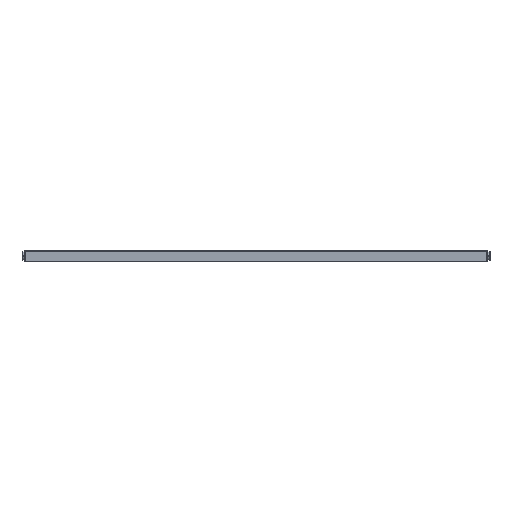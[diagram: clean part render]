
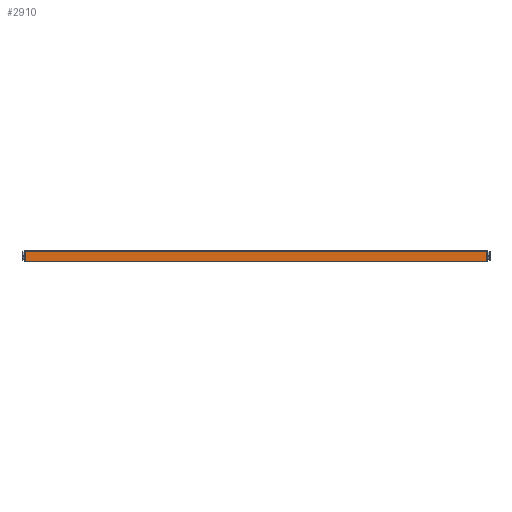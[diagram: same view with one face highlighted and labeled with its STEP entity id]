
A CAD part, front view. The second image highlights one B-rep face of the part: STEP entity #2910.
In plain terms, the highlighted planar face has unit normal (0, -1, 0).
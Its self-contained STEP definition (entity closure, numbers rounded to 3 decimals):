
#2910=ADVANCED_FACE('',(#5270),#4459,.T.);
#4459=PLANE('',#28676);
#5270=FACE_OUTER_BOUND('',#6737,.T.);
#6737=EDGE_LOOP('',(#8505,#8506,#8507,#8508,#8509,#8510,#8511,#8512));
#8505=ORIENTED_EDGE('',*,*,#19301,.T.);
#8506=ORIENTED_EDGE('',*,*,#19302,.T.);
#8507=ORIENTED_EDGE('',*,*,#19303,.T.);
#8508=ORIENTED_EDGE('',*,*,#19304,.T.);
#8509=ORIENTED_EDGE('',*,*,#19305,.T.);
#8510=ORIENTED_EDGE('',*,*,#19306,.T.);
#8511=ORIENTED_EDGE('',*,*,#19307,.T.);
#8512=ORIENTED_EDGE('',*,*,#19308,.T.);
#16669=VERTEX_POINT('',#40483);
#16670=VERTEX_POINT('',#40484);
#16671=VERTEX_POINT('',#40486);
#16672=VERTEX_POINT('',#40488);
#16673=VERTEX_POINT('',#40490);
#16674=VERTEX_POINT('',#40492);
#16675=VERTEX_POINT('',#40494);
#16676=VERTEX_POINT('',#40496);
#19301=EDGE_CURVE('',#16669,#16670,#23371,.T.);
#19302=EDGE_CURVE('',#16670,#16671,#23372,.T.);
#19303=EDGE_CURVE('',#16671,#16672,#23373,.T.);
#19304=EDGE_CURVE('',#16672,#16673,#23374,.T.);
#19305=EDGE_CURVE('',#16673,#16674,#23375,.T.);
#19306=EDGE_CURVE('',#16674,#16675,#23376,.T.);
#19307=EDGE_CURVE('',#16675,#16676,#23377,.T.);
#19308=EDGE_CURVE('',#16676,#16669,#23378,.T.);
#23371=LINE('',#40482,#26023);
#23372=LINE('',#40485,#26024);
#23373=LINE('',#40487,#26025);
#23374=LINE('',#40489,#26026);
#23375=LINE('',#40491,#26027);
#23376=LINE('',#40493,#26028);
#23377=LINE('',#40495,#26029);
#23378=LINE('',#40497,#26030);
#26023=VECTOR('',#31743,1.);
#26024=VECTOR('',#31744,1.);
#26025=VECTOR('',#31745,1.);
#26026=VECTOR('',#31746,1.);
#26027=VECTOR('',#31747,1.);
#26028=VECTOR('',#31748,1.);
#26029=VECTOR('',#31749,1.);
#26030=VECTOR('',#31750,1.);
#28676=AXIS2_PLACEMENT_3D('',#40498,#31751,#31752);
#31743=DIRECTION('',(1.,0.,0.));
#31744=DIRECTION('',(0.577,0.,0.816));
#31745=DIRECTION('',(0.,0.,1.));
#31746=DIRECTION('',(-0.577,0.,0.816));
#31747=DIRECTION('',(-1.,0.,0.));
#31748=DIRECTION('',(-0.577,0.,-0.816));
#31749=DIRECTION('',(0.,0.,-1.));
#31750=DIRECTION('',(0.577,0.,-0.816));
#31751=DIRECTION('',(0.,-1.,0.));
#31752=DIRECTION('',(0.,0.,-1.));
#40482=CARTESIAN_POINT('',(240.,0.,0.5));
#40483=CARTESIAN_POINT('',(0.698,0.,0.5));
#40484=CARTESIAN_POINT('',(479.302,0.,0.5));
#40485=CARTESIAN_POINT('',(399.299,0.,-112.641));
#40486=CARTESIAN_POINT('',(479.5,0.,0.78));
#40487=CARTESIAN_POINT('',(479.5,0.,0.));
#40488=CARTESIAN_POINT('',(479.5,0.,10.22));
#40489=CARTESIAN_POINT('',(404.484,0.,116.308));
#40490=CARTESIAN_POINT('',(479.302,0.,10.5));
#40491=CARTESIAN_POINT('',(240.,0.,10.5));
#40492=CARTESIAN_POINT('',(0.698,0.,10.5));
#40493=CARTESIAN_POINT('',(75.516,0.,116.308));
#40494=CARTESIAN_POINT('',(0.5,0.,10.22));
#40495=CARTESIAN_POINT('',(0.5,0.,0.));
#40496=CARTESIAN_POINT('',(0.5,0.,0.78));
#40497=CARTESIAN_POINT('',(80.701,0.,-112.641));
#40498=CARTESIAN_POINT('',(240.,0.,0.));
